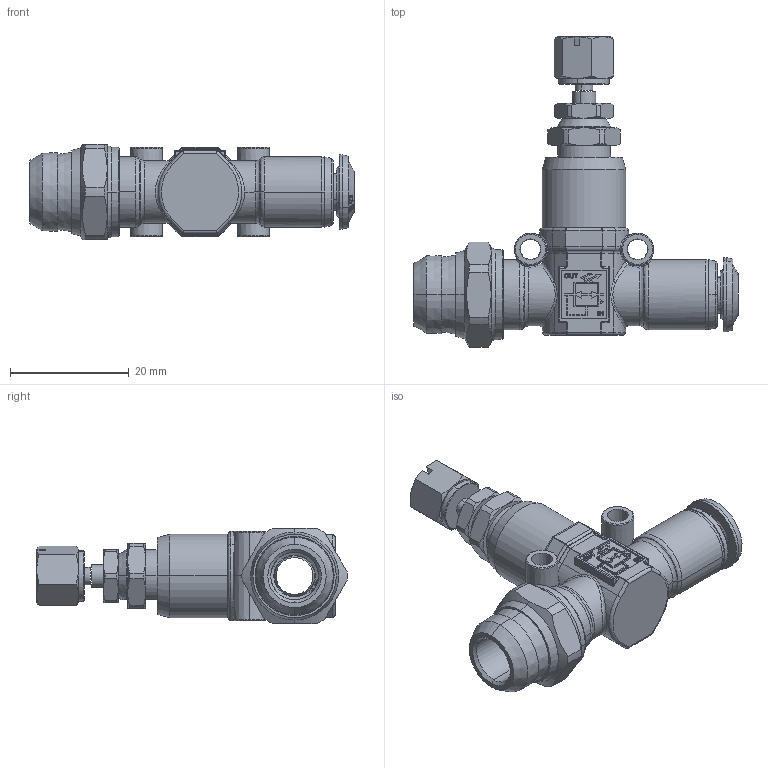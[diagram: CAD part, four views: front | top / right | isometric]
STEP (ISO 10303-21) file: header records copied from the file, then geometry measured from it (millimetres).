
FILE_DESCRIPTION (( 'STEP AP214' ), '1' );
FILE_NAME ('5597500002A.STEP', '2015-07-07T15:05:34', ( '' ), ( '' ), 'SwSTEP 2.0', 'SolidWorks 2015', '' );
FILE_SCHEMA (( 'AUTOMOTIVE_DESIGN' ));
Length unit declared in the file: millimetre
Products named in the file (1): 5597500002A
Bounding box: 54.5 x 52.19 x 16 mm (x, y, z)
Surface area: 6168 mm2 (no closed solid volume)
Topology: 0 solids, 12 shells, 601 faces, 1591 edges, 990 vertices
Faces by surface type: plane 220, cone 115, bspline 114, cylinder 108, torus 40, sphere 4
Entity records: 30768 total; most frequent: CARTESIAN_POINT 10405, ORIENTED_EDGE 2951, DIRECTION 2590, EDGE_CURVE 1583, VERTEX_POINT 990, AXIS2_PLACEMENT_3D 937, LINE 716, VECTOR 716
